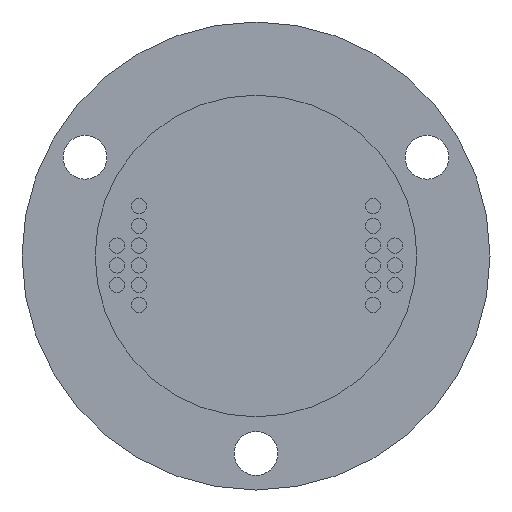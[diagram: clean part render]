
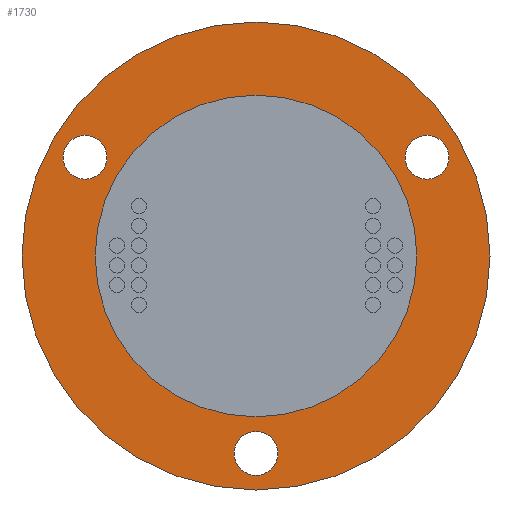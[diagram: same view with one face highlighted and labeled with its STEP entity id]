
A CAD part, front view. The second image highlights one B-rep face of the part: STEP entity #1730.
In plain terms, the highlighted planar face has unit normal (0, -1, 0).
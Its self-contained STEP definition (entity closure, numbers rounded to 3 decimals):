
#199=CARTESIAN_POINT('',(0.,17.5,0.));
#200=DIRECTION('',(0.,1.,0.));
#201=DIRECTION('',(-1.,0.,0.));
#202=AXIS2_PLACEMENT_3D('',#199,#200,#201);
#204=CARTESIAN_POINT('',(0.,17.5,0.));
#205=DIRECTION('',(0.,1.,0.));
#206=DIRECTION('',(1.,0.,0.));
#207=AXIS2_PLACEMENT_3D('',#204,#205,#206);
#209=CARTESIAN_POINT('',(0.,17.5,0.));
#210=DIRECTION('',(0.,-1.,0.));
#211=DIRECTION('',(-1.,0.,0.));
#212=AXIS2_PLACEMENT_3D('',#209,#210,#211);
#214=CARTESIAN_POINT('',(0.,17.5,0.));
#215=DIRECTION('',(0.,-1.,0.));
#216=DIRECTION('',(1.,0.,0.));
#217=AXIS2_PLACEMENT_3D('',#214,#215,#216);
#219=CARTESIAN_POINT('',(0.,17.5,-13.5));
#220=DIRECTION('',(0.,-1.,0.));
#221=DIRECTION('',(-1.,0.,0.));
#222=AXIS2_PLACEMENT_3D('',#219,#220,#221);
#224=CARTESIAN_POINT('',(0.,17.5,-13.5));
#225=DIRECTION('',(0.,-1.,0.));
#226=DIRECTION('',(1.,0.,0.));
#227=AXIS2_PLACEMENT_3D('',#224,#225,#226);
#229=CARTESIAN_POINT('',(11.691,17.5,6.75));
#230=DIRECTION('',(0.,-1.,0.));
#231=DIRECTION('',(0.5,0.,-0.866));
#232=AXIS2_PLACEMENT_3D('',#229,#230,#231);
#234=CARTESIAN_POINT('',(11.691,17.5,6.75));
#235=DIRECTION('',(0.,-1.,0.));
#236=DIRECTION('',(-0.5,0.,0.866));
#237=AXIS2_PLACEMENT_3D('',#234,#235,#236);
#239=CARTESIAN_POINT('',(-11.691,17.5,6.75));
#240=DIRECTION('',(0.,-1.,0.));
#241=DIRECTION('',(0.5,0.,0.866));
#242=AXIS2_PLACEMENT_3D('',#239,#240,#241);
#244=CARTESIAN_POINT('',(-11.691,17.5,6.75));
#245=DIRECTION('',(0.,-1.,0.));
#246=DIRECTION('',(-0.5,0.,-0.866));
#247=AXIS2_PLACEMENT_3D('',#244,#245,#246);
#1281=CARTESIAN_POINT('',(11.,17.5,0.));
#1282=VERTEX_POINT('',#1281);
#1283=CARTESIAN_POINT('',(-11.,17.5,0.));
#1284=VERTEX_POINT('',#1283);
#1285=CARTESIAN_POINT('',(-1.5,17.5,-13.5));
#1286=CARTESIAN_POINT('',(1.5,17.5,-13.5));
#1287=VERTEX_POINT('',#1285);
#1288=VERTEX_POINT('',#1286);
#1289=CARTESIAN_POINT('',(12.441,17.5,5.451));
#1290=CARTESIAN_POINT('',(10.941,17.5,8.049));
#1291=VERTEX_POINT('',#1289);
#1292=VERTEX_POINT('',#1290);
#1293=CARTESIAN_POINT('',(-10.941,17.5,8.049));
#1294=CARTESIAN_POINT('',(-12.441,17.5,5.451));
#1295=VERTEX_POINT('',#1293);
#1296=VERTEX_POINT('',#1294);
#1297=CARTESIAN_POINT('',(-16.,17.5,0.));
#1298=CARTESIAN_POINT('',(16.,17.5,0.));
#1299=VERTEX_POINT('',#1297);
#1300=VERTEX_POINT('',#1298);
#1697=CARTESIAN_POINT('',(0.,17.5,0.));
#1698=DIRECTION('',(0.,1.,0.));
#1699=DIRECTION('',(-1.,0.,0.));
#1700=AXIS2_PLACEMENT_3D('',#1697,#1698,#1699);
#1701=PLANE('',#1700);
#1703=ORIENTED_EDGE('',*,*,#1702,.T.);
#1705=ORIENTED_EDGE('',*,*,#1704,.T.);
#1706=EDGE_LOOP('',(#1703,#1705));
#1707=FACE_OUTER_BOUND('',#1706,.F.);
#1708=ORIENTED_EDGE('',*,*,#1690,.T.);
#1709=ORIENTED_EDGE('',*,*,#1679,.T.);
#1710=EDGE_LOOP('',(#1708,#1709));
#1711=FACE_BOUND('',#1710,.F.);
#1713=ORIENTED_EDGE('',*,*,#1712,.T.);
#1715=ORIENTED_EDGE('',*,*,#1714,.T.);
#1716=EDGE_LOOP('',(#1713,#1715));
#1717=FACE_BOUND('',#1716,.F.);
#1719=ORIENTED_EDGE('',*,*,#1718,.T.);
#1721=ORIENTED_EDGE('',*,*,#1720,.T.);
#1722=EDGE_LOOP('',(#1719,#1721));
#1723=FACE_BOUND('',#1722,.F.);
#1725=ORIENTED_EDGE('',*,*,#1724,.T.);
#1727=ORIENTED_EDGE('',*,*,#1726,.T.);
#1728=EDGE_LOOP('',(#1725,#1727));
#1729=FACE_BOUND('',#1728,.F.);
#1730=ADVANCED_FACE('',(#1707,#1711,#1717,#1723,#1729),#1701,.F.);
#203=CIRCLE('',#202,16.);
#208=CIRCLE('',#207,16.);
#213=CIRCLE('',#212,11.);
#218=CIRCLE('',#217,11.);
#223=CIRCLE('',#222,1.5);
#228=CIRCLE('',#227,1.5);
#233=CIRCLE('',#232,1.5);
#238=CIRCLE('',#237,1.5);
#243=CIRCLE('',#242,1.5);
#248=CIRCLE('',#247,1.5);
#1679=EDGE_CURVE('',#1282,#1284,#218,.T.);
#1690=EDGE_CURVE('',#1284,#1282,#213,.T.);
#1702=EDGE_CURVE('',#1299,#1300,#203,.T.);
#1704=EDGE_CURVE('',#1300,#1299,#208,.T.);
#1712=EDGE_CURVE('',#1287,#1288,#223,.T.);
#1714=EDGE_CURVE('',#1288,#1287,#228,.T.);
#1718=EDGE_CURVE('',#1291,#1292,#233,.T.);
#1720=EDGE_CURVE('',#1292,#1291,#238,.T.);
#1724=EDGE_CURVE('',#1295,#1296,#243,.T.);
#1726=EDGE_CURVE('',#1296,#1295,#248,.T.);
